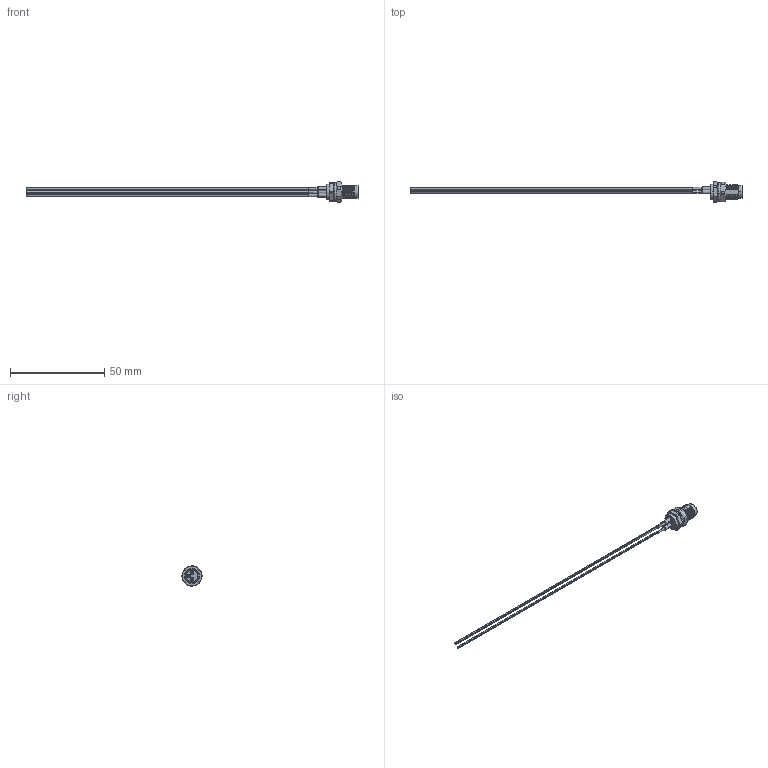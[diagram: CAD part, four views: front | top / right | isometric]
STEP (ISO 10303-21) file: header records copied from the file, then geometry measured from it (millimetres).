
FILE_DESCRIPTION (( 'STEP AP203' ), '1' );
FILE_NAME ('10-05257_revA.STEP', '2023-04-03T23:54:37', ( '' ), ( '' ), 'SwSTEP 2.0', 'SolidWorks 2021', '' );
FILE_SCHEMA (( 'CONFIG_CONTROL_DESIGN' ));
Length unit declared in the file: millimetre
Products named in the file (11): 30-01763_blunt cut; Heat shrink; 10-05257_revA; 54-00290-02; 54-00290-03___; 54-00290-04___; 54-00290-05___; 30-01766_blunt cut; 54-00290-01___; 54-00290; 30-01771_blunt cut
Assembly tree (14 placements, depth 3):
  10-05257_revA
    54-00290
      54-00290-01___
      54-00290-02
      54-00290-03___  x3
      54-00290-04___
      54-00290-05___
    30-01766_blunt cut
    Heat shrink  x3
    30-01763_blunt cut
    30-01771_blunt cut
Bounding box: 176.5 x 10.99 x 10.8 mm (x, y, z)
Volume: 1376 mm3; surface area: 12943.7 mm2
Topology: 133 solids, 133 shells, 1082 faces, 2338 edges, 1534 vertices
Faces by surface type: cylinder 636, plane 304, bspline 68, cone 46, torus 22, sphere 6
Entity records: 54057 total; most frequent: CARTESIAN_POINT 30434, DIRECTION 4916, ORIENTED_EDGE 4312, EDGE_CURVE 2156, AXIS2_PLACEMENT_3D 2103, VERTEX_POINT 1426, EDGE_LOOP 1260, CIRCLE 1147
